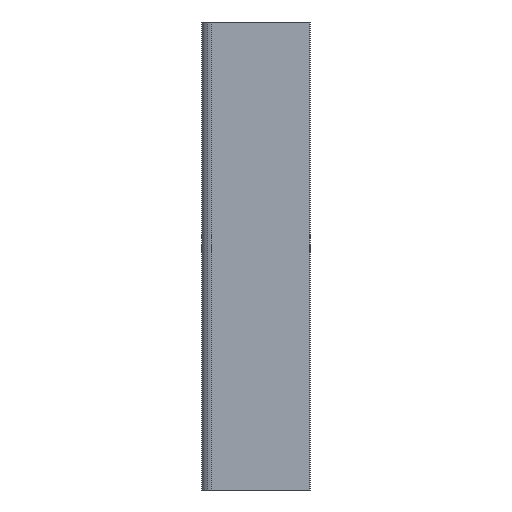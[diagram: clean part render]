
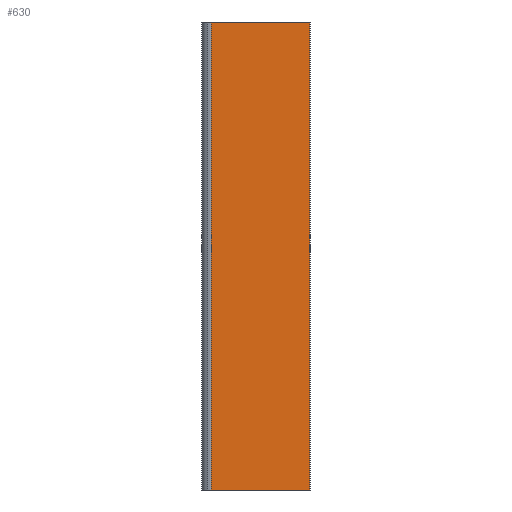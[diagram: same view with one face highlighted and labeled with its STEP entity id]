
A CAD part, left-side view. The second image highlights one B-rep face of the part: STEP entity #630.
In plain terms, the highlighted planar face has unit normal (-1, 0, 0).
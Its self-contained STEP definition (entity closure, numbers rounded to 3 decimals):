
#12 = ORIENTED_EDGE ( 'NONE', *, *, #350, .T. ) ;
#33 = ORIENTED_EDGE ( 'NONE', *, *, #390, .F. ) ;
#42 = VERTEX_POINT ( 'NONE', #335 ) ;
#70 = ORIENTED_EDGE ( 'NONE', *, *, #391, .T. ) ;
#80 = EDGE_LOOP ( 'NONE', ( #95, #33, #70, #12 ) ) ;
#85 = VERTEX_POINT ( 'NONE', #294 ) ;
#95 = ORIENTED_EDGE ( 'NONE', *, *, #368, .F. ) ;
#101 = VERTEX_POINT ( 'NONE', #288 ) ;
#108 = VERTEX_POINT ( 'NONE', #304 ) ;
#150 = DIRECTION ( 'NONE',  ( 0., -1., 0. ) ) ;
#153 = CARTESIAN_POINT ( 'NONE',  ( -200.8, -0.5, -65. ) ) ;
#155 = CARTESIAN_POINT ( 'NONE',  ( -200.8, -8.398, -65. ) ) ;
#158 = DIRECTION ( 'NONE',  ( 0., -1., 0. ) ) ;
#159 = DIRECTION ( 'NONE',  ( 0., 0., 1. ) ) ;
#202 = DIRECTION ( 'NONE',  ( 0., -1., 0. ) ) ;
#203 = DIRECTION ( 'NONE',  ( -1., 0., 0. ) ) ;
#206 = PLANE ( 'NONE',  #412 ) ;
#213 = CARTESIAN_POINT ( 'NONE',  ( -200.8, -8.398, 0. ) ) ;
#244 = CARTESIAN_POINT ( 'NONE',  ( -200.8, -8.398, -65. ) ) ;
#284 = CARTESIAN_POINT ( 'NONE',  ( -200.8, -14.2, -65. ) ) ;
#288 = CARTESIAN_POINT ( 'NONE',  ( -200.8, -14.2, -65. ) ) ;
#294 = CARTESIAN_POINT ( 'NONE',  ( -200.8, -0.5, 0. ) ) ;
#304 = CARTESIAN_POINT ( 'NONE',  ( -200.8, -14.2, 0. ) ) ;
#335 = CARTESIAN_POINT ( 'NONE',  ( -200.8, -0.5, -65. ) ) ;
#342 = DIRECTION ( 'NONE',  ( 0., 0., 1. ) ) ;
#350 = EDGE_CURVE ( 'NONE', #101, #108, #475, .T. ) ;
#368 = EDGE_CURVE ( 'NONE', #85, #108, #502, .T. ) ;
#390 = EDGE_CURVE ( 'NONE', #42, #85, #505, .T. ) ;
#391 = EDGE_CURVE ( 'NONE', #42, #101, #496, .T. ) ;
#412 = AXIS2_PLACEMENT_3D ( 'NONE', #244, #203, #202 ) ;
#475 = LINE ( 'NONE', #284, #477 ) ;
#477 = VECTOR ( 'NONE', #342, 1000. ) ;
#496 = LINE ( 'NONE', #155, #513 ) ;
#502 = LINE ( 'NONE', #213, #506 ) ;
#505 = LINE ( 'NONE', #153, #509 ) ;
#506 = VECTOR ( 'NONE', #150, 1000. ) ;
#509 = VECTOR ( 'NONE', #159, 1000. ) ;
#513 = VECTOR ( 'NONE', #158, 1000. ) ;
#546 = FACE_OUTER_BOUND ( 'NONE', #80, .T. ) ;
#630 = ADVANCED_FACE ( 'NONE', ( #546 ), #206, .T. ) ;
